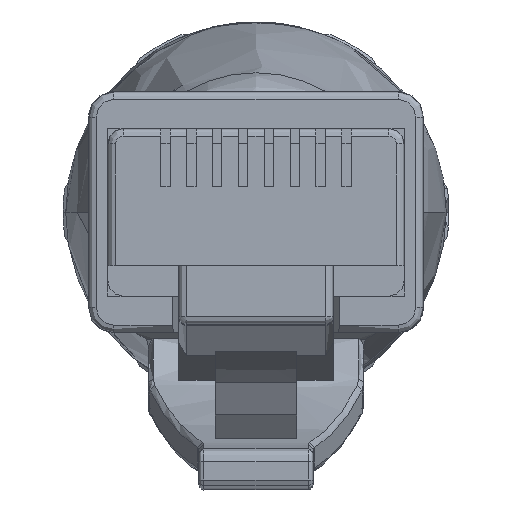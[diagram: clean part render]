
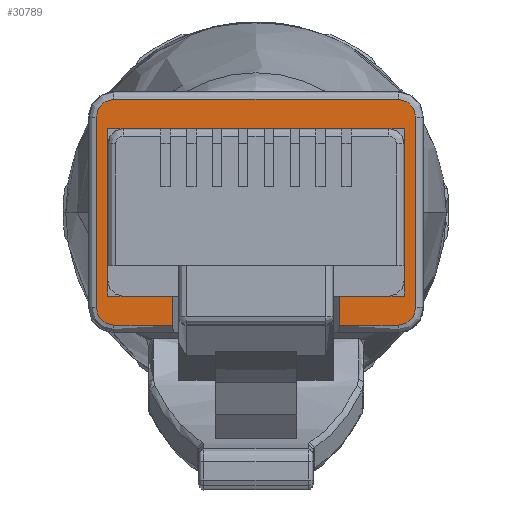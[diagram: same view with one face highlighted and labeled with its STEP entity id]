
A CAD part, front view. The second image highlights one B-rep face of the part: STEP entity #30789.
In plain terms, the highlighted planar face has unit normal (0, -1, 0).
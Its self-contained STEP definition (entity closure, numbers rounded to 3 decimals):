
#772=DIRECTION('',(0.,0.,-1.));
#773=VECTOR('',#772,7.5);
#774=CARTESIAN_POINT('',(-6.3,-144.9,3.75));
#775=LINE('',#774,#773);
#790=DIRECTION('',(-1.,0.,0.));
#791=VECTOR('',#790,11.2);
#792=CARTESIAN_POINT('',(5.6,-144.9,4.45));
#793=LINE('',#792,#791);
#868=DIRECTION('',(0.,0.,1.));
#869=VECTOR('',#868,7.5);
#870=CARTESIAN_POINT('',(6.3,-144.9,-3.75));
#871=LINE('',#870,#869);
#881=CARTESIAN_POINT('',(3.3,-144.9,-4.45));
#883=DIRECTION('',(1.,0.,0.));
#884=VECTOR('',#883,2.3);
#885=CARTESIAN_POINT('',(3.3,-144.9,-4.45));
#886=LINE('',#885,#884);
#904=DIRECTION('',(-1.,0.,0.));
#905=VECTOR('',#904,1.94);
#906=CARTESIAN_POINT('',(-3.3,-144.9,-3.3));
#907=LINE('',#906,#905);
#920=DIRECTION('',(-1.,0.,0.));
#921=VECTOR('',#920,1.94);
#922=CARTESIAN_POINT('',(5.24,-144.9,-3.3));
#923=LINE('',#922,#921);
#932=DIRECTION('',(0.,0.,1.));
#933=VECTOR('',#932,1.15);
#934=CARTESIAN_POINT('',(-3.3,-144.9,-4.45));
#935=LINE('',#934,#933);
#10185=CARTESIAN_POINT('',(-3.3,-144.9,-4.45));
#10200=DIRECTION('',(1.,0.,0.));
#10201=VECTOR('',#10200,2.3);
#10202=CARTESIAN_POINT('',(-5.6,-144.9,
-4.45));
#10203=LINE('',#10202,#10201);
#10204=DIRECTION('',(-1.,0.,0.));
#10205=VECTOR('',#10204,10.48);
#10206=CARTESIAN_POINT('',(5.24,-144.9,3.3));
#10207=LINE('',#10206,#10205);
#10208=DIRECTION('',(-1.,0.,0.));
#10209=VECTOR('',#10208,0.6);
#10210=CARTESIAN_POINT('',(-5.24,-144.9,3.3));
#10211=LINE('',#10210,#10209);
#10212=DIRECTION('',(0.,0.,-1.));
#10213=VECTOR('',#10212,0.6);
#10214=CARTESIAN_POINT('',(-5.84,-144.9,3.3));
#10215=LINE('',#10214,#10213);
#10216=DIRECTION('',(0.,0.,-1.));
#10217=VECTOR('',#10216,0.6);
#10218=CARTESIAN_POINT('',(-5.84,-144.9,-2.7));
#10219=LINE('',#10218,#10217);
#10220=DIRECTION('',(1.,0.,0.));
#10221=VECTOR('',#10220,0.6);
#10222=CARTESIAN_POINT('',(-5.84,-144.9,-3.3));
#10223=LINE('',#10222,#10221);
#10224=CARTESIAN_POINT('',(-5.6,-144.9,
-3.75));
#10225=DIRECTION('',(0.,1.,0.));
#10226=DIRECTION('',(0.,0.,-1.));
#10227=AXIS2_PLACEMENT_3D('',#10224,#10225,#10226);
#10229=CARTESIAN_POINT('',(-5.6,-144.9,
3.75));
#10230=DIRECTION('',(0.,1.,0.));
#10231=DIRECTION('',(-1.,0.,0.));
#10232=AXIS2_PLACEMENT_3D('',#10229,#10230,#10231);
#10234=CARTESIAN_POINT('',(5.6,-144.9,
3.75));
#10235=DIRECTION('',(0.,1.,0.));
#10236=DIRECTION('',(0.,0.,1.));
#10237=AXIS2_PLACEMENT_3D('',#10234,#10235,#10236);
#10239=CARTESIAN_POINT('',(5.6,-144.9,
-3.75));
#10240=DIRECTION('',(0.,1.,0.));
#10241=DIRECTION('',(1.,0.,0.));
#10242=AXIS2_PLACEMENT_3D('',#10239,#10240,#10241);
#10244=DIRECTION('',(0.,0.,1.));
#10245=VECTOR('',#10244,1.15);
#10246=CARTESIAN_POINT('',(3.3,-144.9,-4.45));
#10247=LINE('',#10246,#10245);
#10248=DIRECTION('',(1.,0.,0.));
#10249=VECTOR('',#10248,0.6);
#10250=CARTESIAN_POINT('',(5.24,-144.9,-3.3));
#10251=LINE('',#10250,#10249);
#10252=DIRECTION('',(0.,0.,1.));
#10253=VECTOR('',#10252,0.6);
#10254=CARTESIAN_POINT('',(5.84,-144.9,-3.3));
#10255=LINE('',#10254,#10253);
#10256=DIRECTION('',(0.,0.,1.));
#10257=VECTOR('',#10256,5.4);
#10258=CARTESIAN_POINT('',(5.84,-144.9,-2.7));
#10259=LINE('',#10258,#10257);
#10260=DIRECTION('',(0.,0.,1.));
#10261=VECTOR('',#10260,0.6);
#10262=CARTESIAN_POINT('',(5.84,-144.9,2.7));
#10263=LINE('',#10262,#10261);
#10264=DIRECTION('',(-1.,0.,0.));
#10265=VECTOR('',#10264,0.6);
#10266=CARTESIAN_POINT('',(5.84,-144.9,3.3));
#10267=LINE('',#10266,#10265);
#11208=DIRECTION('',(0.,0.,1.));
#11209=VECTOR('',#11208,5.4);
#11210=CARTESIAN_POINT('',(-5.84,-144.9,-2.7));
#11211=LINE('',#11210,#11209);
#14825=CARTESIAN_POINT('',(6.3,-144.9,-3.75));
#14826=VERTEX_POINT('',#14825);
#14827=CARTESIAN_POINT('',(6.3,-144.9,
3.75));
#14828=VERTEX_POINT('',#14827);
#14829=CARTESIAN_POINT('',(5.6,-144.9,-4.45));
#14830=VERTEX_POINT('',#14829);
#14831=VERTEX_POINT('',#881);
#14832=CARTESIAN_POINT('',(3.3,-144.9,-3.3));
#14834=VERTEX_POINT('',#14832);
#14837=CARTESIAN_POINT('',(-3.3,-144.9,-3.3));
#14839=VERTEX_POINT('',#14837);
#14840=CARTESIAN_POINT('',(-5.24,-144.9,-3.3));
#14841=VERTEX_POINT('',#14840);
#14854=CARTESIAN_POINT('',(5.24,-144.9,-3.3));
#14855=VERTEX_POINT('',#14854);
#14856=VERTEX_POINT('',#10185);
#14857=CARTESIAN_POINT('',(-5.6,-144.9,-4.45));
#14858=VERTEX_POINT('',#14857);
#14861=CARTESIAN_POINT('',(-6.3,-144.9,-3.75));
#14862=VERTEX_POINT('',#14861);
#14886=CARTESIAN_POINT('',(-5.6,-144.9,
4.45));
#14887=VERTEX_POINT('',#14886);
#14888=CARTESIAN_POINT('',(-6.3,-144.9,
3.75));
#14889=VERTEX_POINT('',#14888);
#14890=CARTESIAN_POINT('',(5.6,-144.9,
4.45));
#14891=VERTEX_POINT('',#14890);
#14897=CARTESIAN_POINT('',(5.24,-144.9,3.3));
#14898=CARTESIAN_POINT('',(-5.24,-144.9,3.3));
#14899=VERTEX_POINT('',#14897);
#14900=VERTEX_POINT('',#14898);
#14901=CARTESIAN_POINT('',(-5.84,-144.9,3.3));
#14902=VERTEX_POINT('',#14901);
#14903=CARTESIAN_POINT('',(-5.84,-144.9,2.7));
#14904=VERTEX_POINT('',#14903);
#14905=CARTESIAN_POINT('',(-5.84,-144.9,-2.7));
#14906=VERTEX_POINT('',#14905);
#14907=CARTESIAN_POINT('',(-5.84,-144.9,-3.3));
#14908=VERTEX_POINT('',#14907);
#14909=CARTESIAN_POINT('',(5.84,-144.9,-3.3));
#14910=VERTEX_POINT('',#14909);
#14911=CARTESIAN_POINT('',(5.84,-144.9,-2.7));
#14912=VERTEX_POINT('',#14911);
#14913=CARTESIAN_POINT('',(5.84,-144.9,2.7));
#14914=VERTEX_POINT('',#14913);
#14915=CARTESIAN_POINT('',(5.84,-144.9,3.3));
#14916=VERTEX_POINT('',#14915);
#30747=CARTESIAN_POINT('',(-6.6,-144.9,-4.75));
#30748=DIRECTION('',(0.,-1.,0.));
#30749=DIRECTION('',(1.,0.,0.));
#30750=AXIS2_PLACEMENT_3D('',#30747,#30748,#30749);
#30751=PLANE('',#30750);
#30753=ORIENTED_EDGE('',*,*,#30752,.T.);
#30755=ORIENTED_EDGE('',*,*,#30754,.T.);
#30757=ORIENTED_EDGE('',*,*,#30756,.T.);
#30759=ORIENTED_EDGE('',*,*,#30758,.F.);
#30761=ORIENTED_EDGE('',*,*,#30760,.T.);
#30763=ORIENTED_EDGE('',*,*,#30762,.T.);
#30764=ORIENTED_EDGE('',*,*,#17335,.F.);
#30765=ORIENTED_EDGE('',*,*,#17371,.F.);
#30766=ORIENTED_EDGE('',*,*,#30742,.F.);
#30767=ORIENTED_EDGE('',*,*,#30729,.T.);
#30768=ORIENTED_EDGE('',*,*,#17063,.F.);
#30769=ORIENTED_EDGE('',*,*,#17077,.T.);
#30770=ORIENTED_EDGE('',*,*,#17092,.F.);
#30771=ORIENTED_EDGE('',*,*,#17107,.T.);
#30772=ORIENTED_EDGE('',*,*,#17276,.F.);
#30773=ORIENTED_EDGE('',*,*,#17289,.T.);
#30774=ORIENTED_EDGE('',*,*,#17303,.F.);
#30775=ORIENTED_EDGE('',*,*,#17318,.T.);
#30776=ORIENTED_EDGE('',*,*,#17351,.F.);
#30778=ORIENTED_EDGE('',*,*,#30777,.T.);
#30780=ORIENTED_EDGE('',*,*,#30779,.T.);
#30782=ORIENTED_EDGE('',*,*,#30781,.T.);
#30784=ORIENTED_EDGE('',*,*,#30783,.T.);
#30786=ORIENTED_EDGE('',*,*,#30785,.T.);
#30787=EDGE_LOOP('',(#30753,#30755,#30757,#30759,#30761,#30763,#30764,#30765,
#30766,#30767,#30768,#30769,#30770,#30771,#30772,#30773,#30774,#30775,#30776,
#30778,#30780,#30782,#30784,#30786));
#30788=FACE_OUTER_BOUND('',#30787,.F.);
#30789=ADVANCED_FACE('',(#30788),#30751,.T.);
#10228=CIRCLE('',#10227,0.7);
#10233=CIRCLE('',#10232,0.7);
#10238=CIRCLE('',#10237,0.7);
#10243=CIRCLE('',#10242,0.7);
#17063=EDGE_CURVE('',#14889,#14862,#775,.T.);
#17077=EDGE_CURVE('',#14889,#14887,#10233,.T.);
#17092=EDGE_CURVE('',#14891,#14887,#793,.T.);
#17107=EDGE_CURVE('',#14891,#14828,#10238,.T.);
#17276=EDGE_CURVE('',#14826,#14828,#871,.T.);
#17289=EDGE_CURVE('',#14826,#14830,#10243,.T.);
#17303=EDGE_CURVE('',#14831,#14830,#886,.T.);
#17318=EDGE_CURVE('',#14831,#14834,#10247,.T.);
#17335=EDGE_CURVE('',#14839,#14841,#907,.T.);
#17351=EDGE_CURVE('',#14855,#14834,#923,.T.);
#17371=EDGE_CURVE('',#14856,#14839,#935,.T.);
#30729=EDGE_CURVE('',#14858,#14862,#10228,.T.);
#30742=EDGE_CURVE('',#14858,#14856,#10203,.T.);
#30752=EDGE_CURVE('',#14899,#14900,#10207,.T.);
#30754=EDGE_CURVE('',#14900,#14902,#10211,.T.);
#30756=EDGE_CURVE('',#14902,#14904,#10215,.T.);
#30758=EDGE_CURVE('',#14906,#14904,#11211,.T.);
#30760=EDGE_CURVE('',#14906,#14908,#10219,.T.);
#30762=EDGE_CURVE('',#14908,#14841,#10223,.T.);
#30777=EDGE_CURVE('',#14855,#14910,#10251,.T.);
#30779=EDGE_CURVE('',#14910,#14912,#10255,.T.);
#30781=EDGE_CURVE('',#14912,#14914,#10259,.T.);
#30783=EDGE_CURVE('',#14914,#14916,#10263,.T.);
#30785=EDGE_CURVE('',#14916,#14899,#10267,.T.);
